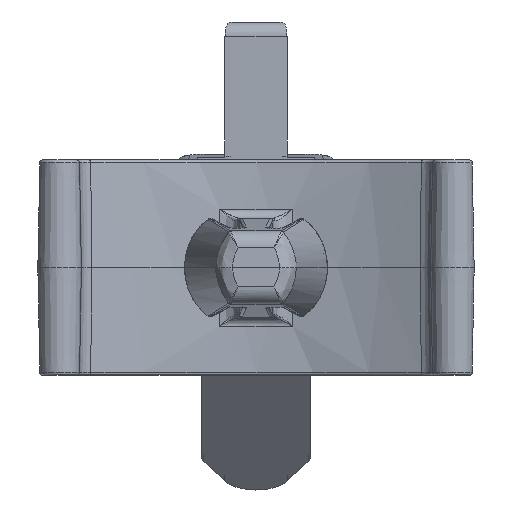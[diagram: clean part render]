
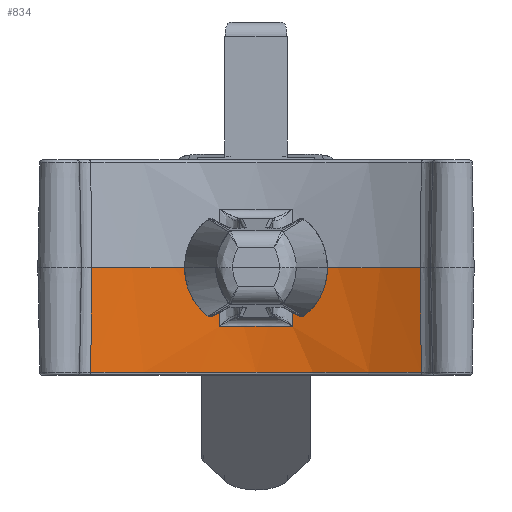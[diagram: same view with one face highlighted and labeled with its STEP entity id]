
A CAD part, front view. The second image highlights one B-rep face of the part: STEP entity #834.
In plain terms, the highlighted conical face has half-angle 1 degrees and reference radius 15.989 mm.
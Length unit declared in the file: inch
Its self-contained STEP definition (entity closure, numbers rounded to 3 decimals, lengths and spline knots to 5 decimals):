
#158=CONICAL_SURFACE('',#5536,0.6295,1.);
#289=B_SPLINE_CURVE_WITH_KNOTS('',3,(#10167,#10168,#10169,#10170,#10171,
#10172,#10173,#10174,#10175,#10176),.UNSPECIFIED.,.F.,.F.,(4,3,3,4),(0.,
0.63484,0.84392,1.),.UNSPECIFIED.);
#290=B_SPLINE_CURVE_WITH_KNOTS('',3,(#10180,#10181,#10182,#10183,#10184,
#10185,#10186,#10187,#10188,#10189),.UNSPECIFIED.,.F.,.F.,(4,3,3,4),(0.,
0.15608,0.79093,1.),.UNSPECIFIED.);
#834=ADVANCED_FACE('',(#1248),#158,.F.);
#1248=FACE_OUTER_BOUND('',#1573,.T.);
#1573=EDGE_LOOP('',(#3408,#3409,#3410,#3411,#3412,#3413,#3414,#3415));
#1914=LINE('',#10162,#2210);
#1915=LINE('',#10166,#2211);
#2210=VECTOR('',#6776,1.);
#2211=VECTOR('',#6779,1.);
#3408=ORIENTED_EDGE('',*,*,#4781,.F.);
#3409=ORIENTED_EDGE('',*,*,#4782,.T.);
#3410=ORIENTED_EDGE('',*,*,#4783,.T.);
#3411=ORIENTED_EDGE('',*,*,#4499,.T.);
#3412=ORIENTED_EDGE('',*,*,#4784,.T.);
#3413=ORIENTED_EDGE('',*,*,#4785,.T.);
#3414=ORIENTED_EDGE('',*,*,#4786,.T.);
#3415=ORIENTED_EDGE('',*,*,#4495,.T.);
#3957=VERTEX_POINT('',#8439);
#3959=VERTEX_POINT('',#8443);
#3960=VERTEX_POINT('',#8445);
#3963=VERTEX_POINT('',#8469);
#4106=VERTEX_POINT('',#10163);
#4107=VERTEX_POINT('',#10165);
#4108=VERTEX_POINT('',#10177);
#4109=VERTEX_POINT('',#10179);
#4495=EDGE_CURVE('',#3960,#3959,#4958,.T.);
#4499=EDGE_CURVE('',#3957,#3963,#4960,.T.);
#4781=EDGE_CURVE('',#4106,#3959,#1914,.T.);
#4782=EDGE_CURVE('',#4106,#4107,#5052,.T.);
#4783=EDGE_CURVE('',#4107,#3957,#1915,.T.);
#4784=EDGE_CURVE('',#3963,#4108,#289,.T.);
#4785=EDGE_CURVE('',#4108,#4109,#5053,.T.);
#4786=EDGE_CURVE('',#4109,#3960,#290,.T.);
#4958=CIRCLE('',#5316,0.6295);
#4960=CIRCLE('',#5318,0.6295);
#5052=CIRCLE('',#5534,0.63264);
#5053=CIRCLE('',#5535,0.63126);
#5316=AXIS2_PLACEMENT_3D('',#8444,#6246,#6247);
#5318=AXIS2_PLACEMENT_3D('',#8470,#6250,#6251);
#5534=AXIS2_PLACEMENT_3D('',#10164,#6777,#6778);
#5535=AXIS2_PLACEMENT_3D('',#10178,#6780,#6781);
#5536=AXIS2_PLACEMENT_3D('',#10190,#6782,#6783);
#6246=DIRECTION('',(0.,0.,1.));
#6247=DIRECTION('',(1.,0.,0.));
#6250=DIRECTION('',(0.,0.,1.));
#6251=DIRECTION('',(1.,0.,0.));
#6776=DIRECTION('',(0.008,-0.016,1.));
#6777=DIRECTION('',(0.,0.,-1.));
#6778=DIRECTION('',(1.,0.,0.));
#6779=DIRECTION('',(-0.008,-0.016,1.));
#6780=DIRECTION('',(0.,0.,1.));
#6781=DIRECTION('',(-1.,0.,0.));
#6782=DIRECTION('',(0.,0.,-1.));
#6783=DIRECTION('',(-1.,0.,0.));
#8439=CARTESIAN_POINT('',(3.41842,-2.67741,-2.576));
#8443=CARTESIAN_POINT('',(2.85358,-2.67741,-2.576));
#8444=CARTESIAN_POINT('',(3.136,-3.24,-2.576));
#8445=CARTESIAN_POINT('',(3.06963,-2.61401,-2.576));
#8469=CARTESIAN_POINT('',(3.20237,-2.61401,-2.576));
#8470=CARTESIAN_POINT('',(3.136,-3.24,-2.576));
#10162=CARTESIAN_POINT('',(2.86793,-2.70601,-0.74272));
#10163=CARTESIAN_POINT('',(2.85217,-2.6746,-2.75609));
#10164=CARTESIAN_POINT('',(3.136,-3.24,-2.75609));
#10165=CARTESIAN_POINT('',(3.41983,-2.6746,-2.75609));
#10166=CARTESIAN_POINT('',(3.40407,-2.70601,-0.74272));
#10167=CARTESIAN_POINT('',(3.20237,-2.61401,-2.576));
#10168=CARTESIAN_POINT('',(3.20159,-2.61355,-2.59731));
#10169=CARTESIAN_POINT('',(3.2008,-2.6131,-2.61863));
#10170=CARTESIAN_POINT('',(3.20001,-2.61264,-2.63994));
#10171=CARTESIAN_POINT('',(3.19975,-2.61249,-2.64696));
#10172=CARTESIAN_POINT('',(3.19949,-2.61234,-2.65398));
#10173=CARTESIAN_POINT('',(3.19923,-2.61219,-2.661));
#10174=CARTESIAN_POINT('',(3.19904,-2.61208,-2.66624));
#10175=CARTESIAN_POINT('',(3.19885,-2.61197,-2.67148));
#10176=CARTESIAN_POINT('',(3.19865,-2.61186,-2.67672));
#10177=CARTESIAN_POINT('',(3.19865,-2.61186,-2.67672));
#10178=CARTESIAN_POINT('',(3.136,-3.24,-2.67672));
#10179=CARTESIAN_POINT('',(3.07335,-2.61186,-2.67672));
#10180=CARTESIAN_POINT('',(3.07335,-2.61186,-2.67672));
#10181=CARTESIAN_POINT('',(3.07315,-2.61197,-2.67148));
#10182=CARTESIAN_POINT('',(3.07296,-2.61208,-2.66624));
#10183=CARTESIAN_POINT('',(3.07277,-2.61219,-2.661));
#10184=CARTESIAN_POINT('',(3.07198,-2.61265,-2.63969));
#10185=CARTESIAN_POINT('',(3.07119,-2.6131,-2.61837));
#10186=CARTESIAN_POINT('',(3.0704,-2.61356,-2.59706));
#10187=CARTESIAN_POINT('',(3.07015,-2.61371,-2.59004));
#10188=CARTESIAN_POINT('',(3.06989,-2.61386,-2.58302));
#10189=CARTESIAN_POINT('',(3.06963,-2.61401,-2.576));
#10190=CARTESIAN_POINT('',(3.136,-3.24,-2.576));
